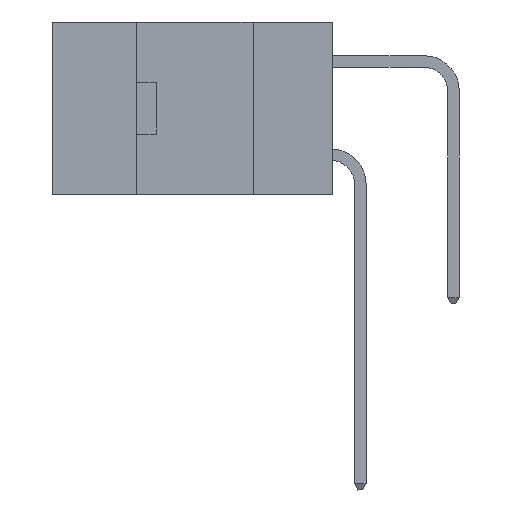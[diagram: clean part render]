
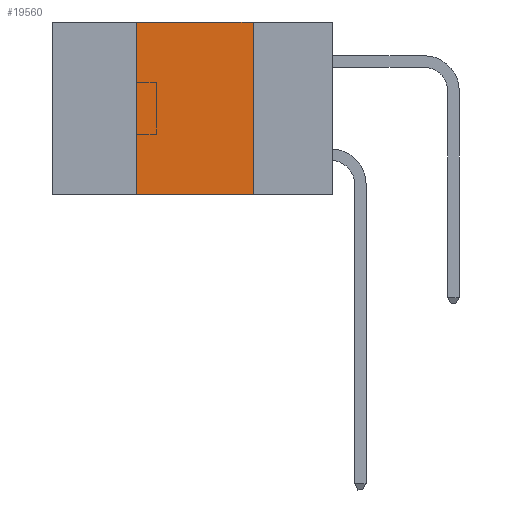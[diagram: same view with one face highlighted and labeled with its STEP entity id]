
A CAD part, left-side view. The second image highlights one B-rep face of the part: STEP entity #19560.
In plain terms, the highlighted planar face has unit normal (-1, 0, 0).
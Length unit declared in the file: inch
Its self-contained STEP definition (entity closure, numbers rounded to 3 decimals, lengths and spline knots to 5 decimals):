
#2195 = DIRECTION ( 'NONE',  ( 0., 0., -1. ) ) ;
#2924 = CARTESIAN_POINT ( 'NONE',  ( 0., 0.17, -0.37 ) ) ;
#3115 = ORIENTED_EDGE ( 'NONE', *, *, #6474, .F. ) ;
#3327 = VERTEX_POINT ( 'NONE', #29519 ) ;
#3993 = LINE ( 'NONE', #6415, #15651 ) ;
#4145 = EDGE_CURVE ( 'NONE', #10712, #13904, #3993, .T. ) ;
#4159 = DIRECTION ( 'NONE',  ( 0., 0., 1. ) ) ;
#4486 = CARTESIAN_POINT ( 'NONE',  ( 0., 0.42, -0.37 ) ) ;
#4492 = CARTESIAN_POINT ( 'NONE',  ( 0., 0.17, 0. ) ) ;
#5205 = FACE_OUTER_BOUND ( 'NONE', #16190, .T. ) ;
#5291 = DIRECTION ( 'NONE',  ( 0., 0., -1. ) ) ;
#6415 = CARTESIAN_POINT ( 'NONE',  ( 0., 0.6, -0.37 ) ) ;
#6474 = EDGE_CURVE ( 'NONE', #3327, #29405, #8384, .T. ) ;
#8154 = LINE ( 'NONE', #22785, #12872 ) ;
#8384 = LINE ( 'NONE', #16357, #13811 ) ;
#8613 = ORIENTED_EDGE ( 'NONE', *, *, #25353, .F. ) ;
#9341 = ORIENTED_EDGE ( 'NONE', *, *, #25977, .F. ) ;
#10367 = VECTOR ( 'NONE', #5291, 39.37008 ) ;
#10712 = VERTEX_POINT ( 'NONE', #4486 ) ;
#10806 = ORIENTED_EDGE ( 'NONE', *, *, #4145, .T. ) ;
#12872 = VECTOR ( 'NONE', #4159, 39.37008 ) ;
#13811 = VECTOR ( 'NONE', #18707, 39.37008 ) ;
#13904 = VERTEX_POINT ( 'NONE', #14044 ) ;
#14044 = CARTESIAN_POINT ( 'NONE',  ( 0., 0.17, -0.37 ) ) ;
#15651 = VECTOR ( 'NONE', #18010, 39.37008 ) ;
#16165 = DIRECTION ( 'NONE',  ( 1., 0., 0. ) ) ;
#16190 = EDGE_LOOP ( 'NONE', ( #8613, #3115, #9341, #10806 ) ) ;
#16357 = CARTESIAN_POINT ( 'NONE',  ( 0., 0.6, 0. ) ) ;
#18010 = DIRECTION ( 'NONE',  ( 0., -1., 0. ) ) ;
#18707 = DIRECTION ( 'NONE',  ( 0., -1., 0. ) ) ;
#19560 = ADVANCED_FACE ( 'NONE', ( #5205 ), #30062, .F. ) ;
#22785 = CARTESIAN_POINT ( 'NONE',  ( 0., 0.42, -0.37 ) ) ;
#22829 = AXIS2_PLACEMENT_3D ( 'NONE', #23079, #16165, #2195 ) ;
#23079 = CARTESIAN_POINT ( 'NONE',  ( 0., 0.6, 0. ) ) ;
#25353 = EDGE_CURVE ( 'NONE', #29405, #13904, #28894, .T. ) ;
#25977 = EDGE_CURVE ( 'NONE', #10712, #3327, #8154, .T. ) ;
#28894 = LINE ( 'NONE', #2924, #10367 ) ;
#29405 = VERTEX_POINT ( 'NONE', #4492 ) ;
#29519 = CARTESIAN_POINT ( 'NONE',  ( 0., 0.42, 0. ) ) ;
#30062 = PLANE ( 'NONE',  #22829 ) ;
